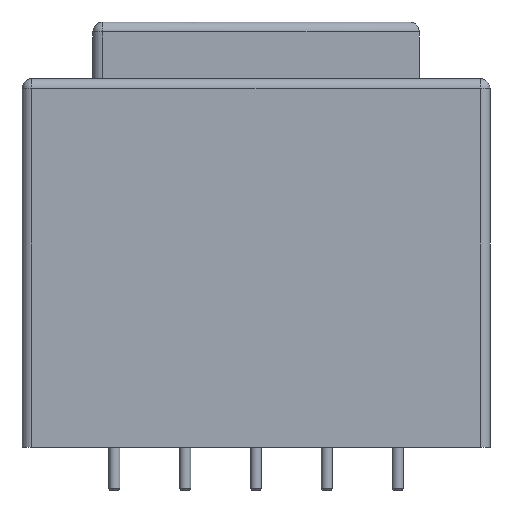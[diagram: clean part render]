
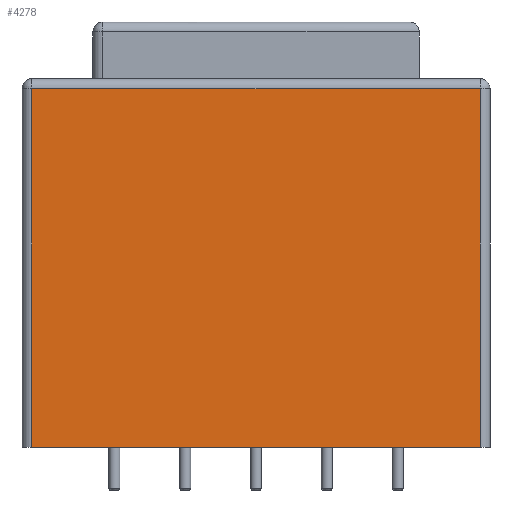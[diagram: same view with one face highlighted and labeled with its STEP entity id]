
A CAD part, front view. The second image highlights one B-rep face of the part: STEP entity #4278.
In plain terms, the highlighted planar face has unit normal (0, -1, 0).
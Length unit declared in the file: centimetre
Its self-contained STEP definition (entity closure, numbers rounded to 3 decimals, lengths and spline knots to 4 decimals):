
#1027=VERTEX_POINT('',#7027);
#1031=VERTEX_POINT('',#7036);
#1052=VERTEX_POINT('',#7106);
#1055=VERTEX_POINT('',#7124);
#1364=VECTOR('',#4968,1.);
#1383=VECTOR('',#5047,1.);
#1389=VECTOR('',#5075,1.);
#1394=VECTOR('',#5096,1.);
#1701=LINE('',#7037,#1364);
#1720=LINE('',#7109,#1383);
#1726=LINE('',#7131,#1389);
#1731=LINE('',#7146,#1394);
#2257=EDGE_CURVE('',#1027,#1031,#1701,.T.);
#2292=EDGE_CURVE('',#1027,#1052,#1720,.T.);
#2304=EDGE_CURVE('',#1055,#1031,#1726,.T.);
#2312=EDGE_CURVE('',#1052,#1055,#1731,.T.);
#3473=ORIENTED_EDGE('',*,*,#2292,.F.);
#3474=ORIENTED_EDGE('',*,*,#2257,.T.);
#3475=ORIENTED_EDGE('',*,*,#2304,.F.);
#3476=ORIENTED_EDGE('',*,*,#2312,.F.);
#3758=EDGE_LOOP('',(#3473,#3474,#3475,#3476));
#4040=FACE_BOUND('',#3758,.T.);
#4278=ADVANCED_FACE('',(#4040),#7253,.T.);
#4474=AXIS2_PLACEMENT_3D('',#7153,#5103,$);
#4968=DIRECTION('',(1.,0.,0.));
#5047=DIRECTION('',(0.,0.,1.));
#5075=DIRECTION('',(0.,0.,-1.));
#5096=DIRECTION('',(1.,0.,0.));
#5103=DIRECTION('',(0.,-1.,0.));
#7027=CARTESIAN_POINT('',(-1.58,-1.4,0.));
#7036=CARTESIAN_POINT('',(1.58,-1.4,0.));
#7037=CARTESIAN_POINT('',(-1.65,-1.4,0.));
#7106=CARTESIAN_POINT('',(-1.58,-1.4,2.53));
#7109=CARTESIAN_POINT('',(-1.58,-1.4,0.));
#7124=CARTESIAN_POINT('',(1.58,-1.4,2.53));
#7131=CARTESIAN_POINT('',(1.58,-1.4,0.));
#7146=CARTESIAN_POINT('',(0.,-1.4,2.53));
#7153=CARTESIAN_POINT('',(0.,-1.4,0.));
#7253=PLANE('',#4474);
